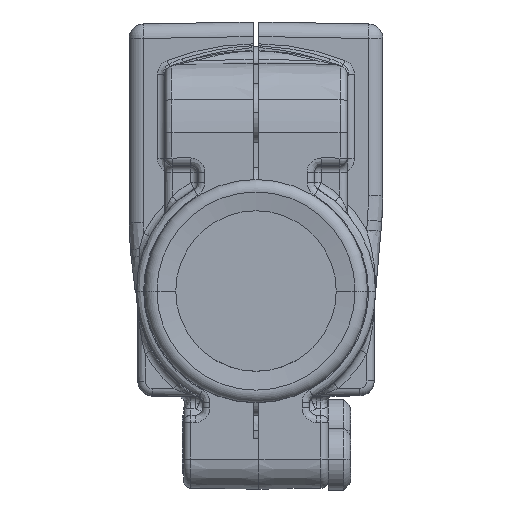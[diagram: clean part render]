
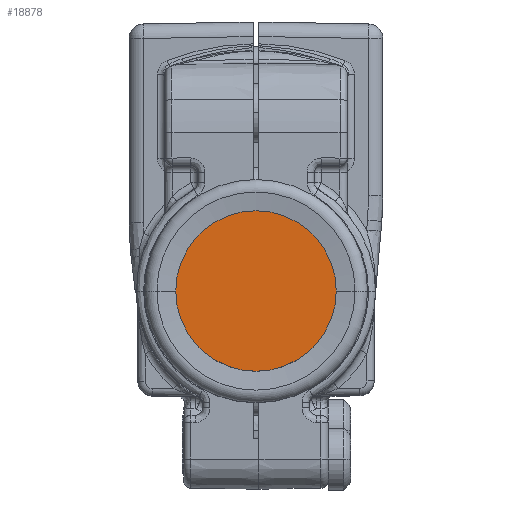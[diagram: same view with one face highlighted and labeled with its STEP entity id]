
A CAD part, top view. The second image highlights one B-rep face of the part: STEP entity #18878.
In plain terms, the highlighted planar face has unit normal (0, 0, 1).
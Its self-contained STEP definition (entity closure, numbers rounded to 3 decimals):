
#2147 = CIRCLE ( 'NONE', #33314, 5.5 ) ;
#2623 = CARTESIAN_POINT ( 'NONE',  ( 0., 0., 61.44 ) ) ;
#3958 = DIRECTION ( 'NONE',  ( 0., 0., 1. ) ) ;
#8392 = CARTESIAN_POINT ( 'NONE',  ( -4.213, 3.535, 61.44 ) ) ;
#8618 = CIRCLE ( 'NONE', #22800, 5.5 ) ;
#9055 = CARTESIAN_POINT ( 'NONE',  ( 4.213, -3.535, 61.44 ) ) ;
#9516 = FACE_OUTER_BOUND ( 'NONE', #18674, .T. ) ;
#12273 = CARTESIAN_POINT ( 'NONE',  ( 0., 0., 61.44 ) ) ;
#12633 = EDGE_CURVE ( 'NONE', #13650, #28928, #2147, .T. ) ;
#13650 = VERTEX_POINT ( 'NONE', #9055 ) ;
#18674 = EDGE_LOOP ( 'NONE', ( #35946, #28626 ) ) ;
#18878 = ADVANCED_FACE ( 'NONE', ( #9516 ), #22457, .T. ) ;
#20056 = CARTESIAN_POINT ( 'NONE',  ( 0., 0., 61.44 ) ) ;
#22457 = PLANE ( 'NONE',  #34915 ) ;
#22800 = AXIS2_PLACEMENT_3D ( 'NONE', #20056, #3958, #26232 ) ;
#25960 = DIRECTION ( 'NONE',  ( 1., 0., 0. ) ) ;
#26232 = DIRECTION ( 'NONE',  ( 1., 0., 0. ) ) ;
#28626 = ORIENTED_EDGE ( 'NONE', *, *, #31539, .T. ) ;
#28724 = DIRECTION ( 'NONE',  ( 0., 0., 1. ) ) ;
#28928 = VERTEX_POINT ( 'NONE', #8392 ) ;
#31539 = EDGE_CURVE ( 'NONE', #28928, #13650, #8618, .T. ) ;
#33314 = AXIS2_PLACEMENT_3D ( 'NONE', #2623, #28724, #25960 ) ;
#34915 = AXIS2_PLACEMENT_3D ( 'NONE', #12273, #35396, #37732 ) ;
#35396 = DIRECTION ( 'NONE',  ( 0., 0., 1. ) ) ;
#35946 = ORIENTED_EDGE ( 'NONE', *, *, #12633, .T. ) ;
#37732 = DIRECTION ( 'NONE',  ( -0.766, 0.643, 0. ) ) ;
